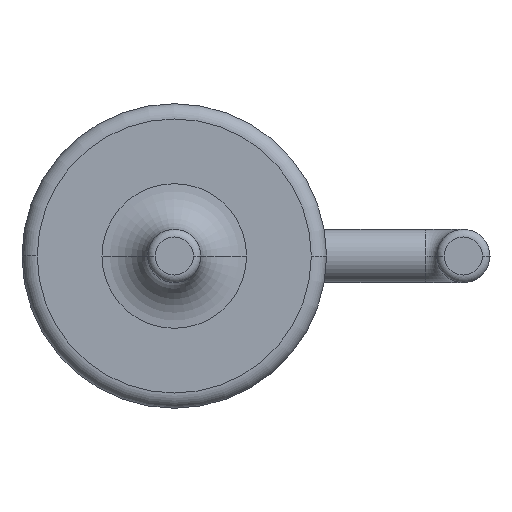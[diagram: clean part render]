
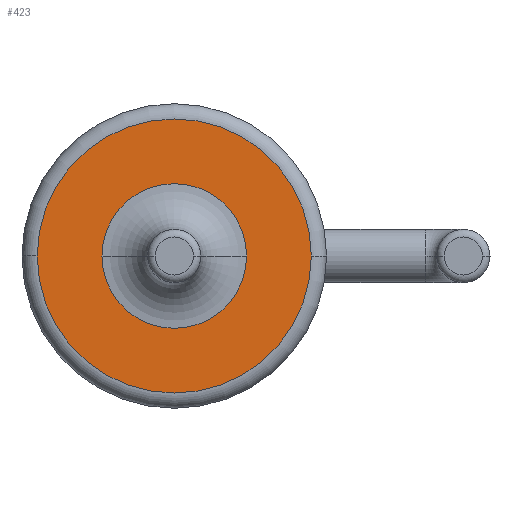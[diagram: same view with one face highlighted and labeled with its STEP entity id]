
A CAD part, left-side view. The second image highlights one B-rep face of the part: STEP entity #423.
In plain terms, the highlighted planar face has unit normal (-1, 0, 0).
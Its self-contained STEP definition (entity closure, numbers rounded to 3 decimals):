
#34 = ORIENTED_EDGE ( 'NONE', *, *, #2078, .T. ) ;
#121 = EDGE_CURVE ( 'NONE', #2249, #2291, #401, .T. ) ;
#230 = VERTEX_POINT ( 'NONE', #1597 ) ;
#344 = CARTESIAN_POINT ( 'NONE',  ( -5.25, 0., 0. ) ) ;
#355 = DIRECTION ( 'NONE',  ( 0., -1., 0. ) ) ;
#356 = ORIENTED_EDGE ( 'NONE', *, *, #2360, .T. ) ;
#366 = DIRECTION ( 'NONE',  ( 1., 0., 0. ) ) ;
#401 = CIRCLE ( 'NONE', #2090, 1.8 ) ;
#411 = ORIENTED_EDGE ( 'NONE', *, *, #1336, .T. ) ;
#423 = ADVANCED_FACE ( 'NONE', ( #1493, #556 ), #964, .T. ) ;
#549 = CARTESIAN_POINT ( 'NONE',  ( -5.25, 0., 0. ) ) ;
#556 = FACE_OUTER_BOUND ( 'NONE', #1415, .T. ) ;
#571 = AXIS2_PLACEMENT_3D ( 'NONE', #549, #366, #1112 ) ;
#597 = DIRECTION ( 'NONE',  ( -1., 0., 0. ) ) ;
#780 = DIRECTION ( 'NONE',  ( 0., -1., 0. ) ) ;
#806 = CIRCLE ( 'NONE', #1120, 1.8 ) ;
#964 = PLANE ( 'NONE',  #2178 ) ;
#993 = CARTESIAN_POINT ( 'NONE',  ( -5.25, 0., 0. ) ) ;
#1019 = DIRECTION ( 'NONE',  ( -1., 0., 0. ) ) ;
#1026 = DIRECTION ( 'NONE',  ( 0., -1., 0. ) ) ;
#1108 = CARTESIAN_POINT ( 'NONE',  ( -5.25, 0., 0. ) ) ;
#1112 = DIRECTION ( 'NONE',  ( 0., -1., 0. ) ) ;
#1120 = AXIS2_PLACEMENT_3D ( 'NONE', #993, #1019, #2125 ) ;
#1269 = CARTESIAN_POINT ( 'NONE',  ( -5.25, -0.95, 0. ) ) ;
#1336 = EDGE_CURVE ( 'NONE', #230, #1376, #1832, .T. ) ;
#1376 = VERTEX_POINT ( 'NONE', #1269 ) ;
#1379 = CARTESIAN_POINT ( 'NONE',  ( -5.25, 0., 0. ) ) ;
#1387 = EDGE_LOOP ( 'NONE', ( #34, #411 ) ) ;
#1415 = EDGE_LOOP ( 'NONE', ( #356, #1530 ) ) ;
#1488 = CARTESIAN_POINT ( 'NONE',  ( -5.25, -1.8, 0. ) ) ;
#1493 = FACE_BOUND ( 'NONE', #1387, .T. ) ;
#1530 = ORIENTED_EDGE ( 'NONE', *, *, #121, .T. ) ;
#1581 = DIRECTION ( 'NONE',  ( 1., 0., 0. ) ) ;
#1597 = CARTESIAN_POINT ( 'NONE',  ( -5.25, 0.95, 0. ) ) ;
#1832 = CIRCLE ( 'NONE', #571, 0.95 ) ;
#2041 = DIRECTION ( 'NONE',  ( -1., 0., 0. ) ) ;
#2065 = AXIS2_PLACEMENT_3D ( 'NONE', #1379, #1581, #1026 ) ;
#2078 = EDGE_CURVE ( 'NONE', #1376, #230, #2342, .T. ) ;
#2090 = AXIS2_PLACEMENT_3D ( 'NONE', #344, #2041, #355 ) ;
#2125 = DIRECTION ( 'NONE',  ( 0., -1., 0. ) ) ;
#2178 = AXIS2_PLACEMENT_3D ( 'NONE', #1108, #597, #780 ) ;
#2249 = VERTEX_POINT ( 'NONE', #2403 ) ;
#2291 = VERTEX_POINT ( 'NONE', #1488 ) ;
#2342 = CIRCLE ( 'NONE', #2065, 0.95 ) ;
#2360 = EDGE_CURVE ( 'NONE', #2291, #2249, #806, .T. ) ;
#2403 = CARTESIAN_POINT ( 'NONE',  ( -5.25, 1.8, 0. ) ) ;
